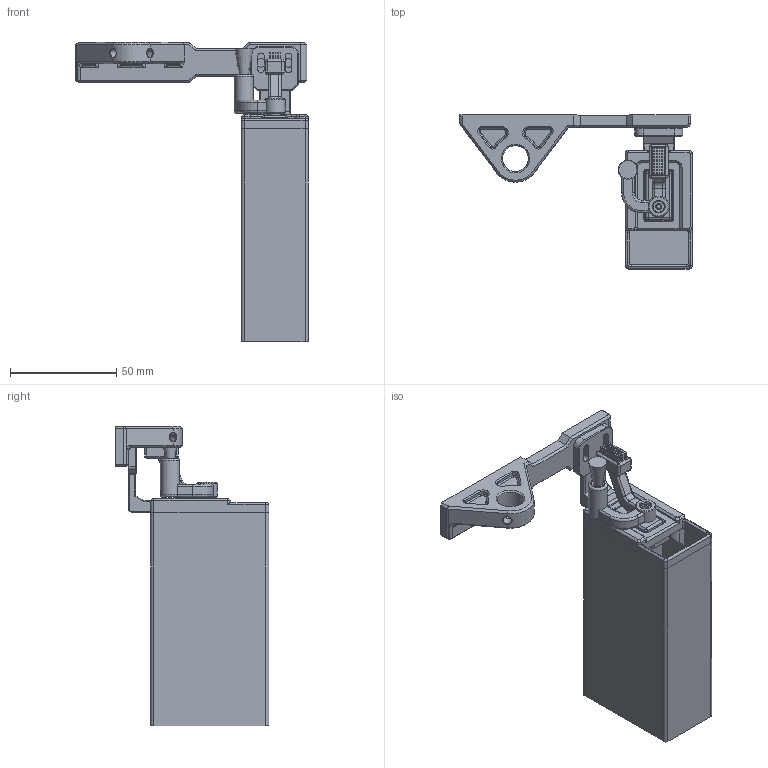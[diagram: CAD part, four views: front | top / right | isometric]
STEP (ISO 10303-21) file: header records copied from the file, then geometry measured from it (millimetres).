
FILE_DESCRIPTION(/* description */ ('STEP AP242'),/* implementation_level */ '2;1');
FILE_NAME(/* name */ 'bucket with servo 2 v24 (before reload) v8.step',/* time_stamp */ '2025-09-01T20:34:03-07:00',/* author */ (''),/* organization */ (''),/* preprocessor_version */ 'ST-DEVELOPER v20.1',/* originating_system */ 'Autodesk Translation Framework v14.10.0.0',/* authorisation */ '');
FILE_SCHEMA (('AUTOMOTIVE_DESIGN { 1 0 10303 214 3 1 1 }'));
Length unit declared in the file: millimetre
Products named in the file (2): ASS_all; Brass brush
Assembly tree (1 placements, depth 2):
  ASS_all
    Brass brush
Bounding box: 109.25 x 72.14 x 140.6 mm (x, y, z)
Volume: 53085.8 mm3; surface area: 59489.8 mm2
Topology: 9 solids, 9 shells, 739 faces, 1793 edges, 1115 vertices
Faces by surface type: plane 417, cylinder 186, cone 80, bspline 25, sphere 16, torus 15
Full cylindrical faces by diameter (mm): 2 x1, 2.6 x4, 2.8 x1, 3.2 x4, 4 x1, 4.1 x6, 5 x2, 5.2 x1, 6 x2, 6.2 x8, 9 x1, 9.8 x1, 12.2 x1
Entity records: 23771 total; most frequent: CARTESIAN_POINT 6249, DIRECTION 3623, ORIENTED_EDGE 3578, EDGE_CURVE 1789, LINE 1223, VECTOR 1223, AXIS2_PLACEMENT_3D 1200, VERTEX_POINT 1115
